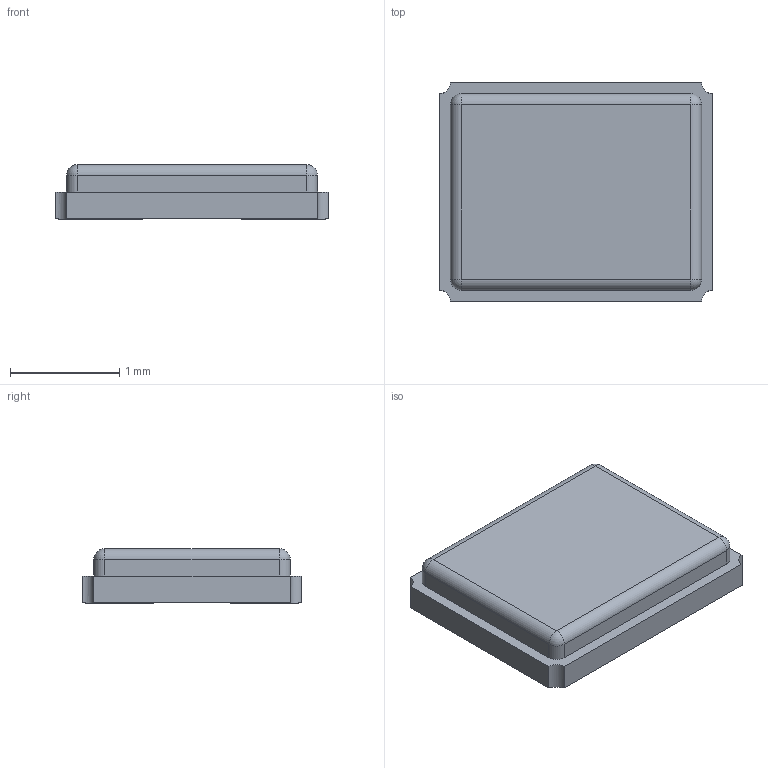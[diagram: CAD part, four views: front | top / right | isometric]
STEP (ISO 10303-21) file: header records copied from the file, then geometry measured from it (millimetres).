
FILE_DESCRIPTION(('FreeCAD Model'),'2;1');
FILE_NAME('2520-metric-crystal.step','2020-05-01T02:37:24',('Author'),(''), 'Open CASCADE STEP processor 7.3','FreeCAD','Unknown');
FILE_SCHEMA(('AUTOMOTIVE_DESIGN { 1 0 10303 214 1 1 1 1 }'));
Length unit declared in the file: millimetre
Products named in the file (1): Pocket001
Bounding box: 2.5 x 2 x 0.5 mm (x, y, z)
Volume: 2.2 mm3; surface area: 13.8 mm2
Topology: 1 solids, 1 shells, 48 faces, 127 edges, 78 vertices
Faces by surface type: plane 32, cylinder 12, sphere 4
Entity records: 3427 total; most frequent: CARTESIAN_POINT 614, DIRECTION 466, LINE 301, VECTOR 301, ORIENTED_EDGE 246, PCURVE 246, DEFINITIONAL_REPRESENTATION 246, EDGE_CURVE 123
